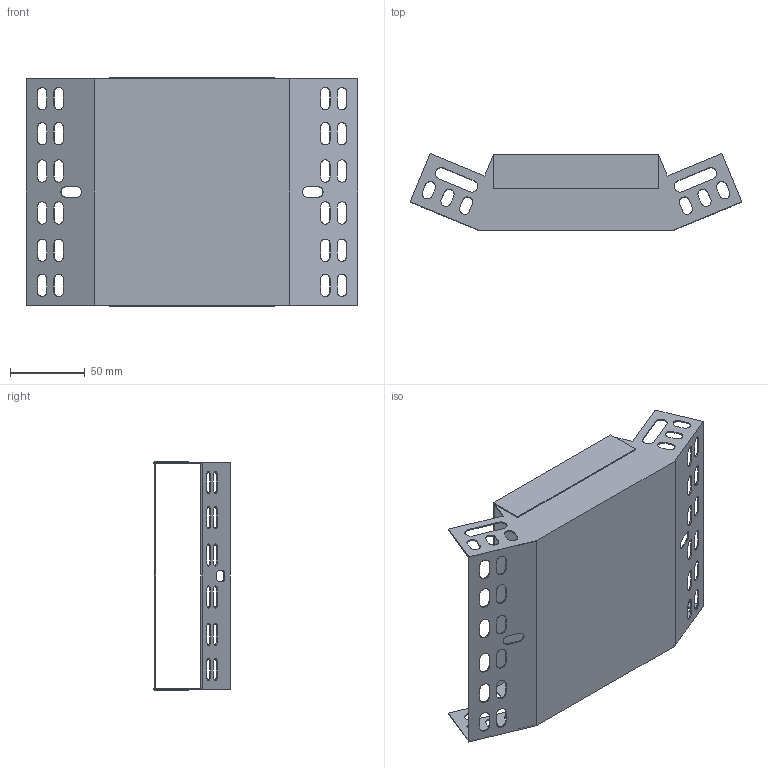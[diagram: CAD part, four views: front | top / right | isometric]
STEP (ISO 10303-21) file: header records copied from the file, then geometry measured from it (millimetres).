
FILE_DESCRIPTION (( 'STEP AP203' ), '1' );
FILE_NAME ('CLP3V-050-150-M-HDZ Ïîâîðîò íà 45 ãð. âåðòèêàëüíûé âíóòðåííèé 50õ150 IEK HDZ.STEP', '2016-02-29T12:40:51', ( '' ), ( '' ), 'SwSTEP 2.0', 'SolidWorks 2014', '' );
FILE_SCHEMA (( 'CONFIG_CONTROL_DESIGN' ));
Length unit declared in the file: millimetre
Products named in the file (1): CLP3V-050-150-M-HDZ Ïîâîðîò íà 45 ãð. âåðòèêàëüíûé âíóòðåííèé 50õ150 IEK HDZ
Bounding box: 221.82 x 51.22 x 153.2 mm (x, y, z)
Volume: 56498 mm3; surface area: 143761.1 mm2
Topology: 2 solids, 2 shells, 200 faces, 588 edges, 392 vertices
Faces by surface type: plane 116, cylinder 84
Entity records: 6923 total; most frequent: CARTESIAN_POINT 1181, ORIENTED_EDGE 1176, DIRECTION 1158, EDGE_CURVE 588, VECTOR 420, LINE 420, VERTEX_POINT 392, AXIS2_PLACEMENT_3D 369
